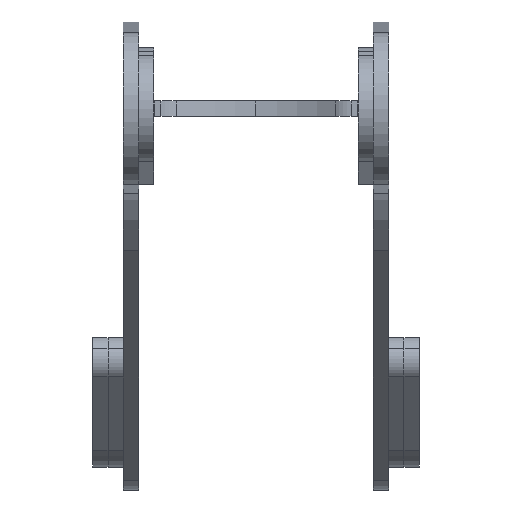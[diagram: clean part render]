
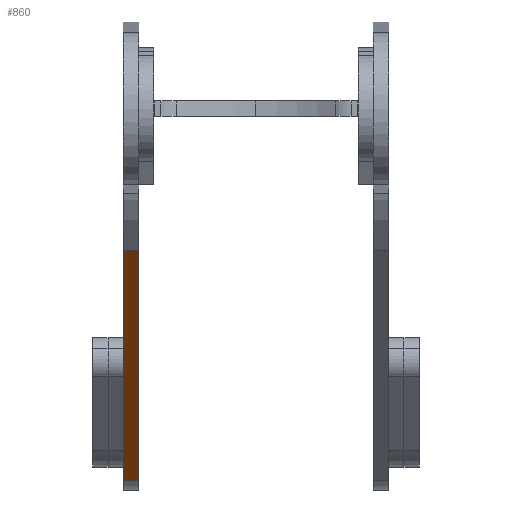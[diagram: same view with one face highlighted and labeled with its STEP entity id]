
A CAD part, left-side view. The second image highlights one B-rep face of the part: STEP entity #860.
In plain terms, the highlighted face is planar.
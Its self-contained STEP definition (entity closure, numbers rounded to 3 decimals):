
#9 = EDGE_CURVE ( 'NONE', #1072, #1962, #3420, .T. ) ;
#79 = PLANE ( 'NONE',  #1217 ) ;
#148 = CARTESIAN_POINT ( 'NONE',  ( 25.11, -46.494, -5. ) ) ;
#162 = VECTOR ( 'NONE', #526, 1000. ) ;
#451 = CARTESIAN_POINT ( 'NONE',  ( 161.085, -121.865, -5. ) ) ;
#526 = DIRECTION ( 'NONE',  ( 0., 0., 1. ) ) ;
#831 = DIRECTION ( 'NONE',  ( -0.485, -0.875, 0. ) ) ;
#860 = ADVANCED_FACE ( 'NONE', ( #1830 ), #79, .T. ) ;
#931 = LINE ( 'NONE', #1956, #1932 ) ;
#1072 = VERTEX_POINT ( 'NONE', #3962 ) ;
#1217 = AXIS2_PLACEMENT_3D ( 'NONE', #451, #831, #3501 ) ;
#1407 = DIRECTION ( 'NONE',  ( 0.875, -0.485, 0. ) ) ;
#1474 = EDGE_CURVE ( 'NONE', #1962, #3462, #931, .T. ) ;
#1749 = ORIENTED_EDGE ( 'NONE', *, *, #1920, .F. ) ;
#1768 = VECTOR ( 'NONE', #2430, 1000. ) ;
#1830 = FACE_OUTER_BOUND ( 'NONE', #2680, .T. ) ;
#1847 = ORIENTED_EDGE ( 'NONE', *, *, #3785, .F. ) ;
#1909 = DIRECTION ( 'NONE',  ( 0., 0., 1. ) ) ;
#1920 = EDGE_CURVE ( 'NONE', #1072, #2939, #4315, .T. ) ;
#1932 = VECTOR ( 'NONE', #1909, 1000. ) ;
#1956 = CARTESIAN_POINT ( 'NONE',  ( 161.085, -121.865, -5. ) ) ;
#1962 = VERTEX_POINT ( 'NONE', #2555 ) ;
#2218 = CARTESIAN_POINT ( 'NONE',  ( 25.11, -46.494, 0. ) ) ;
#2239 = VECTOR ( 'NONE', #1407, 1000. ) ;
#2430 = DIRECTION ( 'NONE',  ( 0.875, -0.485, 0. ) ) ;
#2555 = CARTESIAN_POINT ( 'NONE',  ( 161.085, -121.865, -5. ) ) ;
#2680 = EDGE_LOOP ( 'NONE', ( #1847, #1749, #3610, #3056 ) ) ;
#2715 = LINE ( 'NONE', #4074, #1768 ) ;
#2939 = VERTEX_POINT ( 'NONE', #2218 ) ;
#3056 = ORIENTED_EDGE ( 'NONE', *, *, #1474, .T. ) ;
#3420 = LINE ( 'NONE', #3758, #2239 ) ;
#3462 = VERTEX_POINT ( 'NONE', #3800 ) ;
#3501 = DIRECTION ( 'NONE',  ( 0.875, -0.485, 0. ) ) ;
#3610 = ORIENTED_EDGE ( 'NONE', *, *, #9, .T. ) ;
#3758 = CARTESIAN_POINT ( 'NONE',  ( 161.085, -121.865, -5. ) ) ;
#3785 = EDGE_CURVE ( 'NONE', #2939, #3462, #2715, .T. ) ;
#3800 = CARTESIAN_POINT ( 'NONE',  ( 161.085, -121.865, 0. ) ) ;
#3962 = CARTESIAN_POINT ( 'NONE',  ( 25.11, -46.494, -5. ) ) ;
#4074 = CARTESIAN_POINT ( 'NONE',  ( 161.085, -121.865, 0. ) ) ;
#4315 = LINE ( 'NONE', #148, #162 ) ;
